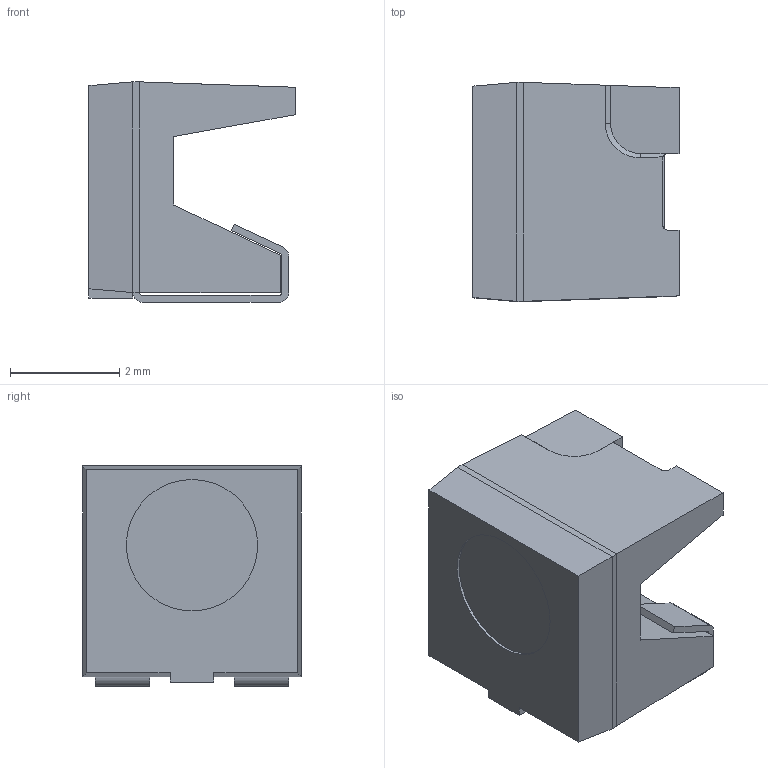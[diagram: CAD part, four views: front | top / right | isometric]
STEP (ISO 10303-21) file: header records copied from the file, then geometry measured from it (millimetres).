
FILE_DESCRIPTION(/* description */ (''),/* implementation_level */ '2;1');
FILE_NAME(/* name */ 'MOS.D.1.step',/* time_stamp */ '2021-07-09T18:46:25+10:00',/* author */ (''),/* organization */ (''),/* preprocessor_version */ 'ST-DEVELOPER v18.1',/* originating_system */ 'Autodesk Translation Framework v10.6.0.1341',/* authorisation */ '');
FILE_SCHEMA (('AUTOMOTIVE_DESIGN { 1 0 10303 214 3 1 1 }'));
Length unit declared in the file: millimetre
Products named in the file (3): MOS.D.1; LS_A67F_20091130_geometry_RGB15987699; LS_A67F_20091130_geometry_RGB15987699 (1)
Assembly tree (3 placements, depth 2):
  MOS.D.1
    LS_A67F_20091130_geometry_RGB15987699  x2
    LS_A67F_20091130_geometry_RGB15987699 (1)
Bounding box: 3.77 x 4 x 4.03 mm (x, y, z)
Surface area: 330.4 mm2
Topology: 3 solids, 3 shells, 201 faces, 537 edges, 345 vertices
Faces by surface type: plane 153, cylinder 45, cone 3
Full cylindrical faces by diameter (mm): 2.4 x3
Entity records: 4294 total; most frequent: CARTESIAN_POINT 728, ORIENTED_EDGE 716, DIRECTION 704, EDGE_CURVE 358, LINE 292, VECTOR 292, VERTEX_POINT 230, AXIS2_PLACEMENT_3D 206
